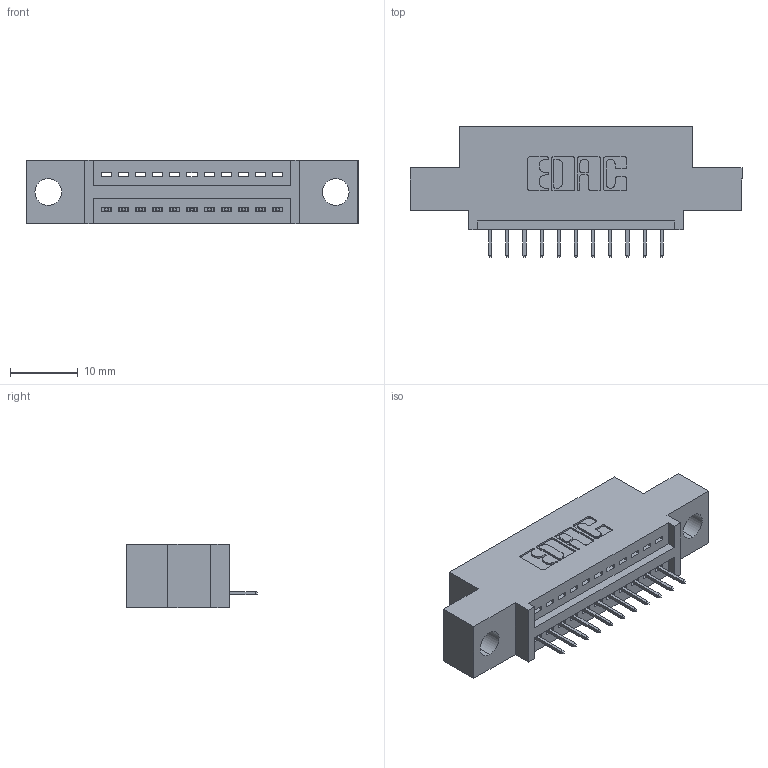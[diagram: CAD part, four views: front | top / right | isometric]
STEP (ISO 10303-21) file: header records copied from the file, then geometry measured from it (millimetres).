
FILE_DESCRIPTION (( 'STEP AP203' ), '1' );
FILE_NAME ('395-011-524-404.STEP', '2018-11-02T17:43:53', ( '' ), ( '' ), 'SwSTEP 2.0', 'SolidWorks 2016', '' );
FILE_SCHEMA (( 'CONFIG_CONTROL_DESIGN' ));
Length unit declared in the file: inch
Products named in the file (3): 345 Part_0.110 Offset - 0.156 Dia-TH; 345-292-001_345-293-124; 395-011-524-404
Assembly tree (12 placements, depth 2):
  395-011-524-404
    345 Part_0.110 Offset - 0.156 Dia-TH
    345-292-001_345-293-124  x11
Bounding box: 49.15 x 19.35 x 9.4 mm (x, y, z)
Volume: 4209.6 mm3; surface area: 4924.6 mm2
Topology: 12 solids, 12 shells, 812 faces, 2333 edges, 1510 vertices
Faces by surface type: plane 590, cylinder 222
Entity records: 12661 total; most frequent: CARTESIAN_POINT 2201, ORIENTED_EDGE 2146, DIRECTION 1967, EDGE_CURVE 1073, LINE 901, VECTOR 901, VERTEX_POINT 710, AXIS2_PLACEMENT_3D 533
